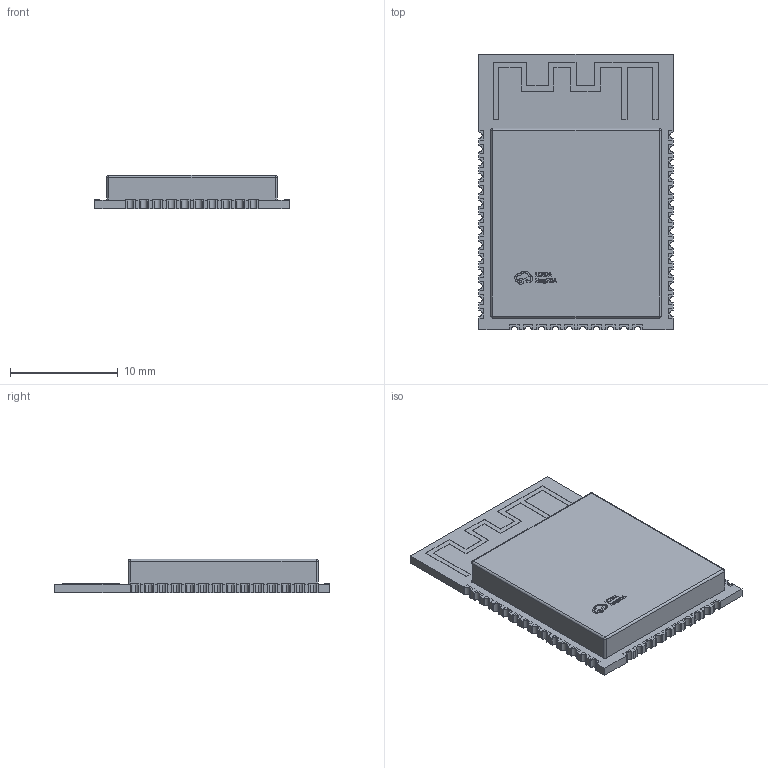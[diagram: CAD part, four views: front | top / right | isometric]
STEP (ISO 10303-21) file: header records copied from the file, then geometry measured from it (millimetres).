
FILE_DESCRIPTION (( 'STEP AP214' ), '1' );
FILE_NAME ('WIFI-SMD_ESP32-WROOM-32E-A.step', '2022-07-15T04:50:54', ( '' ), ( '' ), 'SwSTEP 2.0', 'SolidWorks 2020', '' );
FILE_SCHEMA (( 'AUTOMOTIVE_DESIGN' ));
Length unit declared in the file: millimetre
Products named in the file (1): WIFI-SMD_ESP32-WROOM-32E-A
Bounding box: 18 x 25.5 x 3.11 mm (x, y, z)
Volume: 1002.6 mm3; surface area: 1141.6 mm2
Topology: 14 solids, 14 shells, 857 faces, 2425 edges, 1610 vertices
Faces by surface type: plane 681, bspline 112, cylinder 60, sphere 4
Entity records: 37526 total; most frequent: CARTESIAN_POINT 6993, ORIENTED_EDGE 4842, DIRECTION 3805, EDGE_CURVE 2421, VECTOR 2073, LINE 2073, VERTEX_POINT 1610, EDGE_LOOP 887
